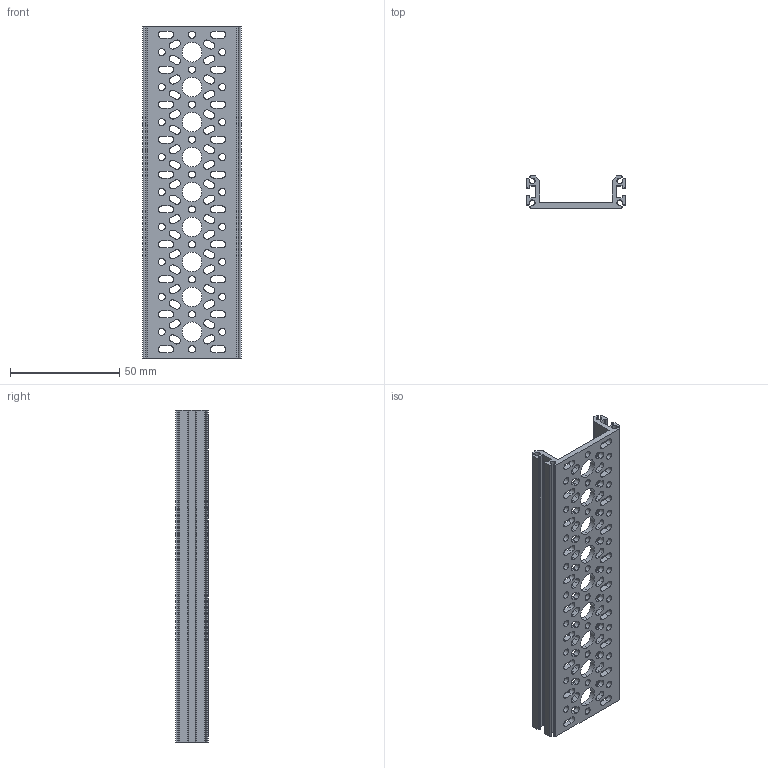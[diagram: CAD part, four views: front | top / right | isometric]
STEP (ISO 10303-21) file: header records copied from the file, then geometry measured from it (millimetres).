
FILE_DESCRIPTION (( 'STEP AP203' ), '1' );
FILE_NAME ('REV-41-1770.STEP', '2019-07-11T20:12:56', ( '' ), ( '' ), 'SwSTEP 2.0', 'SolidWorks 2018', '' );
FILE_SCHEMA (( 'CONFIG_CONTROL_DESIGN' ));
Length unit declared in the file: millimetre
Products named in the file (1): REV-41-1770
Bounding box: 45 x 15 x 152 mm (x, y, z)
Volume: 23908.3 mm3; surface area: 29509.6 mm2
Topology: 1 solids, 1 shells, 424 faces, 1266 edges, 844 vertices
Faces by surface type: cylinder 276, plane 148
Entity records: 14951 total; most frequent: DIRECTION 2668, CARTESIAN_POINT 2535, ORIENTED_EDGE 2532, EDGE_CURVE 1266, AXIS2_PLACEMENT_3D 977, VERTEX_POINT 844, VECTOR 714, LINE 714
